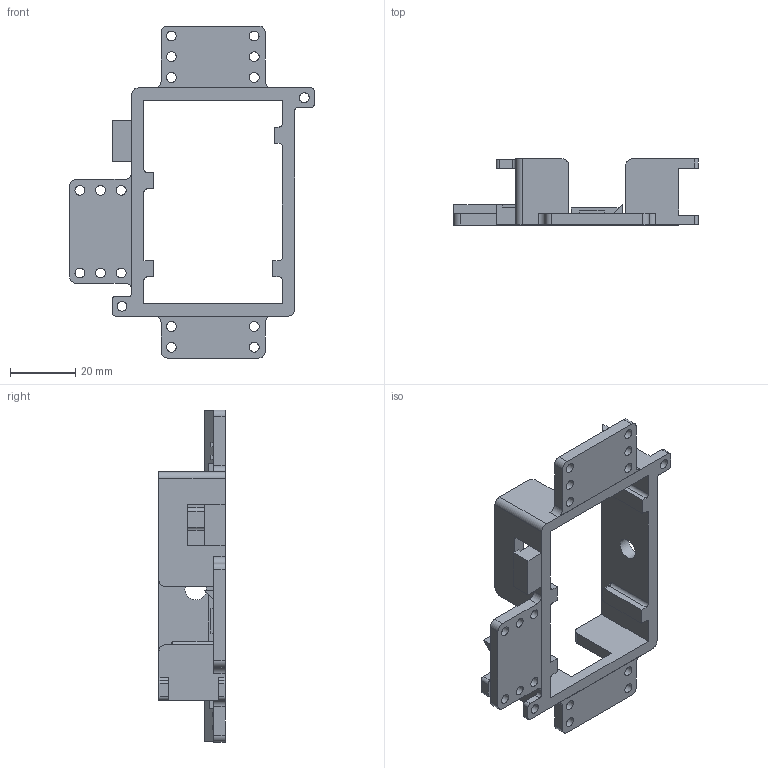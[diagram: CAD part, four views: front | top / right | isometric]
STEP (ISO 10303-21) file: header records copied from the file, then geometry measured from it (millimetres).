
FILE_DESCRIPTION(/* description */ (''),/* implementation_level */ '2;1');
FILE_NAME(/* name */ 'lipo_box.step',/* time_stamp */ '2024-06-07T00:39:50+02:00',/* author */ (''),/* organization */ (''),/* preprocessor_version */ 'ST-DEVELOPER v20',/* originating_system */ 'Autodesk Translation Framework v12.20.1.177',/* authorisation */ '');
FILE_SCHEMA (('AUTOMOTIVE_DESIGN { 1 0 10303 214 3 1 1 }'));
Length unit declared in the file: millimetre
Products named in the file (3): lipo_box; lipo_protection_box v5; lipo_box_1
Assembly tree (2 placements, depth 3):
  lipo_box
    lipo_protection_box v5
      lipo_box_1
Bounding box: 75 x 20.3 x 101.87 mm (x, y, z)
Volume: 20686.7 mm3; surface area: 14787 mm2
Topology: 1 solids, 1 shells, 201 faces, 563 edges, 370 vertices
Faces by surface type: plane 126, cylinder 68, torus 7
Full cylindrical faces by diameter (mm): 3 x19, 3.05 x1, 6.6 x1
Entity records: 6638 total; most frequent: CARTESIAN_POINT 1174, ORIENTED_EDGE 1126, DIRECTION 1111, EDGE_CURVE 563, LINE 413, VECTOR 413, VERTEX_POINT 370, AXIS2_PLACEMENT_3D 349
